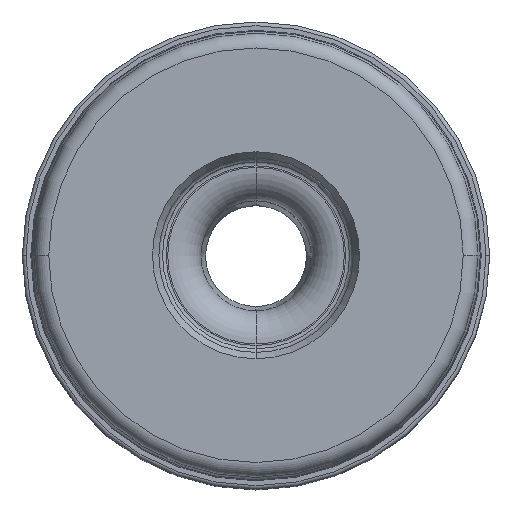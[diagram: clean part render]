
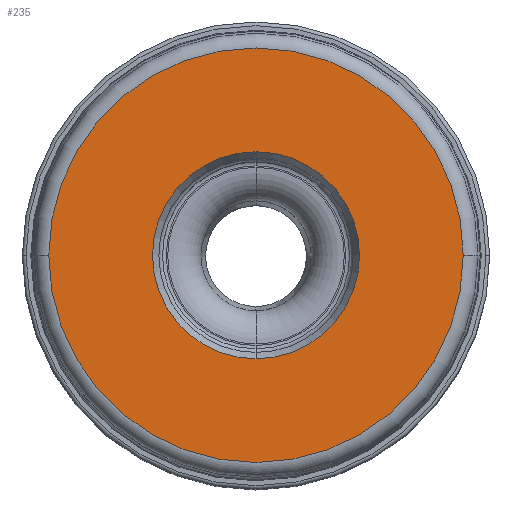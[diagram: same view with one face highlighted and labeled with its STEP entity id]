
A CAD part, top view. The second image highlights one B-rep face of the part: STEP entity #235.
In plain terms, the highlighted planar face has unit normal (0, 0, 1).
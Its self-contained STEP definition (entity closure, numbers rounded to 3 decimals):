
#235=ADVANCED_FACE('',(#286,#287),#275,.F.);
#275=PLANE('',#1497);
#286=FACE_BOUND('',#341,.T.);
#287=FACE_BOUND('',#342,.T.);
#341=EDGE_LOOP('',(#586,#587,#588,#589));
#342=EDGE_LOOP('',(#590,#591));
#586=ORIENTED_EDGE('',*,*,#954,.F.);
#587=ORIENTED_EDGE('',*,*,#952,.F.);
#588=ORIENTED_EDGE('',*,*,#951,.F.);
#589=ORIENTED_EDGE('',*,*,#955,.F.);
#590=ORIENTED_EDGE('',*,*,#956,.F.);
#591=ORIENTED_EDGE('',*,*,#957,.F.);
#804=VERTEX_POINT('',#2318);
#805=VERTEX_POINT('',#2320);
#806=VERTEX_POINT('',#2322);
#807=VERTEX_POINT('',#2326);
#808=VERTEX_POINT('',#2330);
#809=VERTEX_POINT('',#2331);
#951=EDGE_CURVE('',#804,#805,#1114,.T.);
#952=EDGE_CURVE('',#805,#806,#1115,.T.);
#954=EDGE_CURVE('',#806,#807,#1117,.T.);
#955=EDGE_CURVE('',#807,#804,#1118,.T.);
#956=EDGE_CURVE('',#808,#809,#1119,.T.);
#957=EDGE_CURVE('',#809,#808,#1120,.T.);
#1114=CIRCLE('',#1488,28.162);
#1115=CIRCLE('',#1489,28.162);
#1117=CIRCLE('',#1492,28.162);
#1118=CIRCLE('',#1493,28.162);
#1119=CIRCLE('',#1495,14.066);
#1120=CIRCLE('',#1496,14.066);
#1488=AXIS2_PLACEMENT_3D('',#2319,#1884,#1885);
#1489=AXIS2_PLACEMENT_3D('',#2321,#1886,#1887);
#1492=AXIS2_PLACEMENT_3D('',#2325,#1892,#1893);
#1493=AXIS2_PLACEMENT_3D('',#2327,#1894,#1895);
#1495=AXIS2_PLACEMENT_3D('',#2329,#1898,#1899);
#1496=AXIS2_PLACEMENT_3D('',#2332,#1900,#1901);
#1497=AXIS2_PLACEMENT_3D('',#2333,#1902,#1903);
#1884=DIRECTION('',(0.,0.,-1.));
#1885=DIRECTION('',(1.,0.,0.));
#1886=DIRECTION('',(0.,0.,-1.));
#1887=DIRECTION('',(1.,-0.001,0.));
#1892=DIRECTION('',(0.,0.,-1.));
#1893=DIRECTION('',(-1.,0.,0.));
#1894=DIRECTION('',(0.,0.,-1.));
#1895=DIRECTION('',(-1.,0.001,0.));
#1898=DIRECTION('',(0.,0.,1.));
#1899=DIRECTION('',(0.,-1.,0.));
#1900=DIRECTION('',(0.,0.,1.));
#1901=DIRECTION('',(0.,1.,0.));
#1902=DIRECTION('',(0.,0.,-1.));
#1903=DIRECTION('',(1.,0.,0.));
#2318=CARTESIAN_POINT('',(28.162,0.,0.));
#2319=CARTESIAN_POINT('',(0.,0.,0.));
#2320=CARTESIAN_POINT('',(28.162,-0.02,0.));
#2321=CARTESIAN_POINT('',(0.,0.,0.));
#2322=CARTESIAN_POINT('',(-28.162,0.,0.));
#2325=CARTESIAN_POINT('',(0.,0.,0.));
#2326=CARTESIAN_POINT('',(-28.162,0.02,0.));
#2327=CARTESIAN_POINT('',(0.,0.,0.));
#2329=CARTESIAN_POINT('',(0.,0.,0.));
#2330=CARTESIAN_POINT('',(0.,-14.066,0.));
#2331=CARTESIAN_POINT('',(0.,14.066,0.));
#2332=CARTESIAN_POINT('',(0.,0.,0.));
#2333=CARTESIAN_POINT('',(0.,0.,0.));
